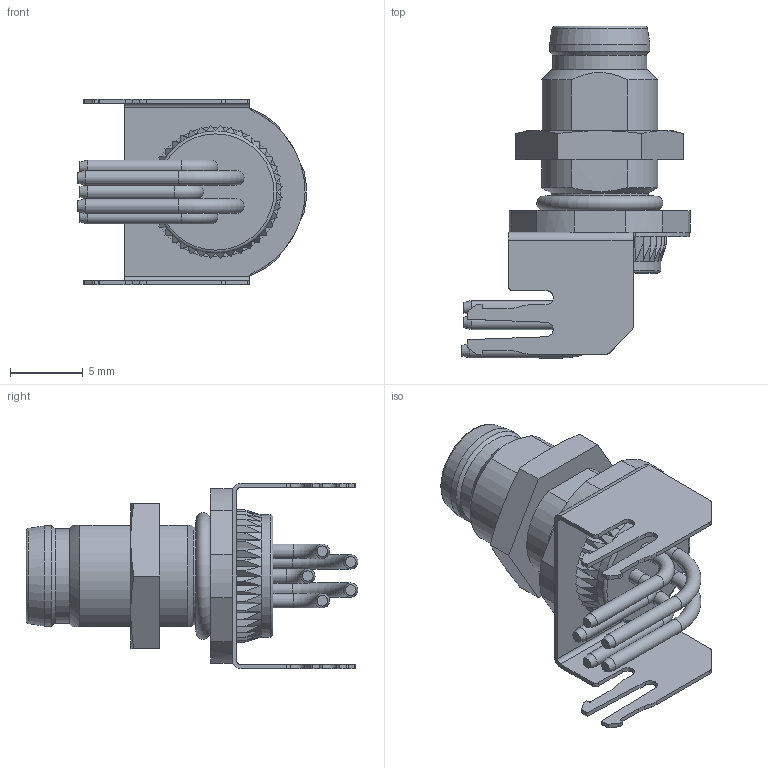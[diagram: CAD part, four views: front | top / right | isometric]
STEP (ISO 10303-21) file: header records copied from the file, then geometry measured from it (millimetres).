
FILE_DESCRIPTION(/* description */ (''),/* implementation_level */ '2;1');
FILE_NAME(/* name */ '5021481__Flanschstecker_assy_151859.stp',/* time_stamp */ '2019-01-15T13:57:19+01:00',/* author */ ('ESCHA Bauelemente GmbH'),/* organization */ ('ESCHA Bauelemente GmbH'),/* preprocessor_version */ 'ST-DEVELOPER v16',/* originating_system */ 'SIEMENS PLM Software NX 10.0',/* authorisation */ '');
FILE_SCHEMA (('AUTOMOTIVE_DESIGN { 1 0 10303 214 3 1 1 1 }'));
Length unit declared in the file: millimetre
Products named in the file (1): h.os2BB4D022d0bn
Bounding box: 15.73 x 22.85 x 12.8 mm (x, y, z)
Volume: 993.3 mm3; surface area: 1555.2 mm2
Topology: 2 solids, 2 shells, 348 faces, 993 edges, 653 vertices
Faces by surface type: plane 202, cylinder 112, cone 16, torus 11, sphere 5, bspline 2
Full cylindrical faces by diameter (mm): 1 x15, 6.5 x1, 6.7 x1, 6.9 x1, 8.4 x1
Entity records: 10956 total; most frequent: CARTESIAN_POINT 2234, ORIENTED_EDGE 1824, DIRECTION 1756, EDGE_CURVE 912, VERTEX_POINT 621, AXIS2_PLACEMENT_3D 601, LINE 554, VECTOR 554
